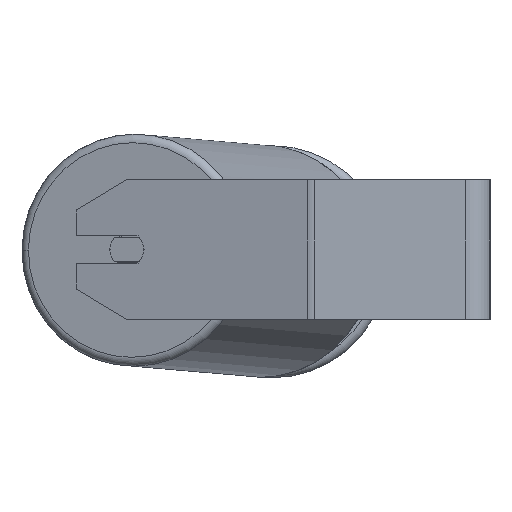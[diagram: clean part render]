
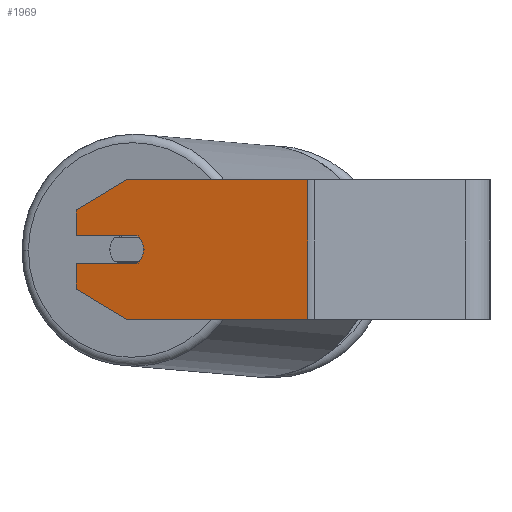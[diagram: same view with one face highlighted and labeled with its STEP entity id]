
A CAD part, left-side view. The second image highlights one B-rep face of the part: STEP entity #1969.
In plain terms, the highlighted planar face has unit normal (-0.966, 0.259, 0).
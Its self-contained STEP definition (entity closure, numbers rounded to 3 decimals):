
#240 = DIRECTION ( 'NONE',  ( -0.224, -0.837, -0.5 ) ) ;
#251 = AXIS2_PLACEMENT_3D ( 'NONE', #924, #5039, #2345 ) ;
#320 = ORIENTED_EDGE ( 'NONE', *, *, #7547, .F. ) ;
#406 = EDGE_CURVE ( 'NONE', #3071, #8281, #4546, .T. ) ;
#716 = EDGE_CURVE ( 'NONE', #2691, #5193, #2646, .T. ) ;
#732 = VECTOR ( 'NONE', #5870, 1000. ) ;
#845 = VECTOR ( 'NONE', #2475, 1000. ) ;
#910 = CARTESIAN_POINT ( 'NONE',  ( -471.695, 208.127, -40. ) ) ;
#924 = CARTESIAN_POINT ( 'NONE',  ( -471.695, 208.127, 0. ) ) ;
#1077 = VECTOR ( 'NONE', #3845, 1000. ) ;
#1393 = DIRECTION ( 'NONE',  ( -0.966, 0.259, 0. ) ) ;
#1428 = DIRECTION ( 'NONE',  ( 0., 0., -1. ) ) ;
#1435 = DIRECTION ( 'NONE',  ( 0.966, -0.259, 0. ) ) ;
#1521 = AXIS2_PLACEMENT_3D ( 'NONE', #7497, #1435, #2812 ) ;
#1541 = CARTESIAN_POINT ( 'NONE',  ( -463.931, 237.105, -22.679 ) ) ;
#1564 = CARTESIAN_POINT ( 'NONE',  ( -471.695, 208.127, 40. ) ) ;
#1653 = DIRECTION ( 'NONE',  ( 0., 0., -1. ) ) ;
#1969 = ADVANCED_FACE ( 'NONE', ( #6759 ), #2102, .F. ) ;
#1974 = AXIS2_PLACEMENT_3D ( 'NONE', #3447, #1393, #5598 ) ;
#2031 = VERTEX_POINT ( 'NONE', #1564 ) ;
#2078 = EDGE_CURVE ( 'NONE', #6945, #3009, #3261, .T. ) ;
#2102 = PLANE ( 'NONE',  #1521 ) ;
#2106 = VECTOR ( 'NONE', #7837, 1000. ) ;
#2345 = DIRECTION ( 'NONE',  ( -0.259, -0.966, 0. ) ) ;
#2439 = ORIENTED_EDGE ( 'NONE', *, *, #3452, .T. ) ;
#2444 = ORIENTED_EDGE ( 'NONE', *, *, #5985, .F. ) ;
#2475 = DIRECTION ( 'NONE',  ( 0.224, 0.837, -0.5 ) ) ;
#2646 = LINE ( 'NONE', #8113, #3074 ) ;
#2691 = VERTEX_POINT ( 'NONE', #7550 ) ;
#2812 = DIRECTION ( 'NONE',  ( 0.259, 0.966, 0. ) ) ;
#2997 = VECTOR ( 'NONE', #1653, 1000. ) ;
#3003 = ORIENTED_EDGE ( 'NONE', *, *, #7282, .T. ) ;
#3009 = VERTEX_POINT ( 'NONE', #8405 ) ;
#3023 = CARTESIAN_POINT ( 'NONE',  ( -473.248, 202.332, -8. ) ) ;
#3071 = VERTEX_POINT ( 'NONE', #5144 ) ;
#3074 = VECTOR ( 'NONE', #5603, 1000. ) ;
#3181 = CARTESIAN_POINT ( 'NONE',  ( -473.248, 202.332, 8. ) ) ;
#3261 = LINE ( 'NONE', #5899, #2106 ) ;
#3432 = EDGE_CURVE ( 'NONE', #5193, #3556, #4083, .T. ) ;
#3447 = CARTESIAN_POINT ( 'NONE',  ( -471.695, 208.127, 0. ) ) ;
#3452 = EDGE_CURVE ( 'NONE', #2031, #6945, #3682, .T. ) ;
#3556 = VERTEX_POINT ( 'NONE', #8537 ) ;
#3599 = ORIENTED_EDGE ( 'NONE', *, *, #7488, .F. ) ;
#3633 = EDGE_CURVE ( 'NONE', #3556, #7566, #8042, .T. ) ;
#3682 = LINE ( 'NONE', #6380, #845 ) ;
#3845 = DIRECTION ( 'NONE',  ( -0.259, -0.966, 0. ) ) ;
#3990 = VECTOR ( 'NONE', #240, 1000. ) ;
#4046 = DIRECTION ( 'NONE',  ( -0.259, -0.966, 0. ) ) ;
#4083 = CIRCLE ( 'NONE', #251, 10. ) ;
#4172 = CARTESIAN_POINT ( 'NONE',  ( -473.248, 202.332, 8. ) ) ;
#4546 = LINE ( 'NONE', #7336, #1077 ) ;
#5039 = DIRECTION ( 'NONE',  ( -0.966, 0.259, 0. ) ) ;
#5063 = CARTESIAN_POINT ( 'NONE',  ( -463.931, 237.105, 40. ) ) ;
#5144 = CARTESIAN_POINT ( 'NONE',  ( -471.695, 208.127, -40. ) ) ;
#5193 = VERTEX_POINT ( 'NONE', #3023 ) ;
#5220 = ORIENTED_EDGE ( 'NONE', *, *, #3633, .F. ) ;
#5287 = CARTESIAN_POINT ( 'NONE',  ( -463.931, 237.105, 40. ) ) ;
#5422 = LINE ( 'NONE', #6131, #6548 ) ;
#5509 = ORIENTED_EDGE ( 'NONE', *, *, #3432, .F. ) ;
#5598 = DIRECTION ( 'NONE',  ( -0.259, -0.966, 0. ) ) ;
#5603 = DIRECTION ( 'NONE',  ( -0.259, -0.966, 0. ) ) ;
#5776 = CARTESIAN_POINT ( 'NONE',  ( -499.523, 104.273, -40. ) ) ;
#5795 = VERTEX_POINT ( 'NONE', #6362 ) ;
#5870 = DIRECTION ( 'NONE',  ( 0.259, 0.966, 0. ) ) ;
#5883 = ORIENTED_EDGE ( 'NONE', *, *, #2078, .T. ) ;
#5899 = CARTESIAN_POINT ( 'NONE',  ( -463.931, 237.105, 40. ) ) ;
#5985 = EDGE_CURVE ( 'NONE', #7566, #3009, #8654, .T. ) ;
#6131 = CARTESIAN_POINT ( 'NONE',  ( -499.523, 104.273, 40. ) ) ;
#6218 = ORIENTED_EDGE ( 'NONE', *, *, #716, .F. ) ;
#6234 = CARTESIAN_POINT ( 'NONE',  ( -463.931, 237.105, 22.679 ) ) ;
#6362 = CARTESIAN_POINT ( 'NONE',  ( -499.523, 104.273, 40. ) ) ;
#6380 = CARTESIAN_POINT ( 'NONE',  ( -463.931, 237.105, 22.679 ) ) ;
#6548 = VECTOR ( 'NONE', #1428, 1000. ) ;
#6566 = VERTEX_POINT ( 'NONE', #1541 ) ;
#6759 = FACE_OUTER_BOUND ( 'NONE', #8487, .T. ) ;
#6945 = VERTEX_POINT ( 'NONE', #6234 ) ;
#6950 = EDGE_CURVE ( 'NONE', #6566, #3071, #7632, .T. ) ;
#7114 = ORIENTED_EDGE ( 'NONE', *, *, #6950, .T. ) ;
#7282 = EDGE_CURVE ( 'NONE', #2691, #6566, #7803, .T. ) ;
#7336 = CARTESIAN_POINT ( 'NONE',  ( -463.931, 237.105, -40. ) ) ;
#7385 = VECTOR ( 'NONE', #4046, 1000. ) ;
#7425 = ORIENTED_EDGE ( 'NONE', *, *, #406, .T. ) ;
#7488 = EDGE_CURVE ( 'NONE', #2031, #5795, #8648, .T. ) ;
#7497 = CARTESIAN_POINT ( 'NONE',  ( -463.931, 237.105, 40. ) ) ;
#7547 = EDGE_CURVE ( 'NONE', #5795, #8281, #5422, .T. ) ;
#7550 = CARTESIAN_POINT ( 'NONE',  ( -463.931, 237.105, -8. ) ) ;
#7566 = VERTEX_POINT ( 'NONE', #4172 ) ;
#7632 = LINE ( 'NONE', #910, #3990 ) ;
#7803 = LINE ( 'NONE', #5063, #2997 ) ;
#7837 = DIRECTION ( 'NONE',  ( 0., 0., -1. ) ) ;
#8042 = CIRCLE ( 'NONE', #1974, 10. ) ;
#8113 = CARTESIAN_POINT ( 'NONE',  ( -473.248, 202.332, -8. ) ) ;
#8281 = VERTEX_POINT ( 'NONE', #5776 ) ;
#8405 = CARTESIAN_POINT ( 'NONE',  ( -463.931, 237.105, 8. ) ) ;
#8487 = EDGE_LOOP ( 'NONE', ( #5509, #6218, #3003, #7114, #7425, #320, #3599, #2439, #5883, #2444, #5220 ) ) ;
#8537 = CARTESIAN_POINT ( 'NONE',  ( -474.283, 198.468, 0. ) ) ;
#8648 = LINE ( 'NONE', #5287, #7385 ) ;
#8654 = LINE ( 'NONE', #3181, #732 ) ;
